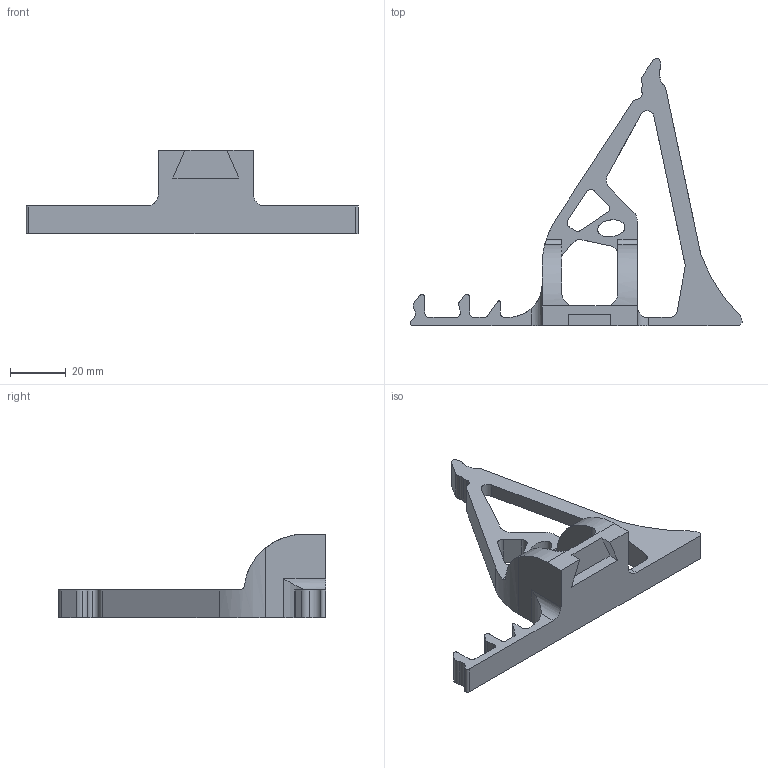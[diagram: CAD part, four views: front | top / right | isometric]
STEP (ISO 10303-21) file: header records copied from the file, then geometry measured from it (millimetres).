
FILE_DESCRIPTION(/* description */ (''),/* implementation_level */ '2;1');
FILE_NAME(/* name */ 'iPad_mount_left.step',/* time_stamp */ '2020-03-19T02:49:41+09:00',/* author */ ('uhiit'),/* organization */ (''),/* preprocessor_version */ 'ST-DEVELOPER v16.5',/* originating_system */ 'Autodesk Inventor 2017',/* authorisation */ '');
FILE_SCHEMA (('AUTOMOTIVE_DESIGN { 1 0 10303 214 3 1 1 }'));
Length unit declared in the file: millimetre
Products named in the file (1): iPad_mount_left
Bounding box: 118.65 x 95.57 x 30 mm (x, y, z)
Volume: 28826.6 mm3; surface area: 14271.1 mm2
Topology: 1 solids, 1 shells, 110 faces, 331 edges, 220 vertices
Faces by surface type: cylinder 54, plane 51, bspline 5
Entity records: 3860 total; most frequent: CARTESIAN_POINT 765, ORIENTED_EDGE 662, DIRECTION 649, EDGE_CURVE 331, VERTEX_POINT 220, AXIS2_PLACEMENT_3D 220, LINE 209, VECTOR 209
